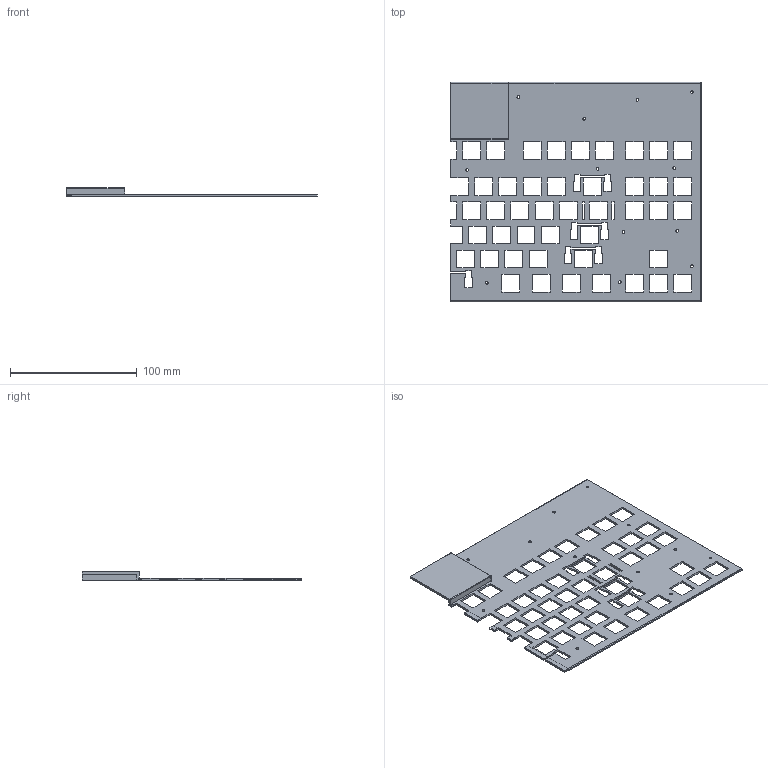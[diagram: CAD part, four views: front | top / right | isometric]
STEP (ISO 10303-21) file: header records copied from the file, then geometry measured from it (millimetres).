
FILE_DESCRIPTION(/* description */ (''),/* implementation_level */ '2;1');
FILE_NAME(/* name */ 'top_plate_1.step',/* time_stamp */ '2026-02-13T22:18:58+01:00',/* author */ (''),/* organization */ (''),/* preprocessor_version */ 'ST-DEVELOPER v20.1',/* originating_system */ 'Autodesk Translation Framework v14.24.0.0',/* authorisation */ '');
FILE_SCHEMA (('AUTOMOTIVE_DESIGN { 1 0 10303 214 3 1 1 }'));
Length unit declared in the file: millimetre
Products named in the file (1): FusionComponent
Bounding box: 197.93 x 173.05 x 6.6 mm (x, y, z)
Volume: 40315.9 mm3; surface area: 56119.7 mm2
Topology: 1 solids, 1 shells, 334 faces, 983 edges, 651 vertices
Faces by surface type: plane 308, cylinder 22, sphere 4
Full cylindrical faces by diameter (mm): 2.2 x12
Entity records: 11183 total; most frequent: CARTESIAN_POINT 1969, ORIENTED_EDGE 1966, DIRECTION 1696, EDGE_CURVE 983, LINE 940, VECTOR 940, VERTEX_POINT 651, EDGE_LOOP 456
